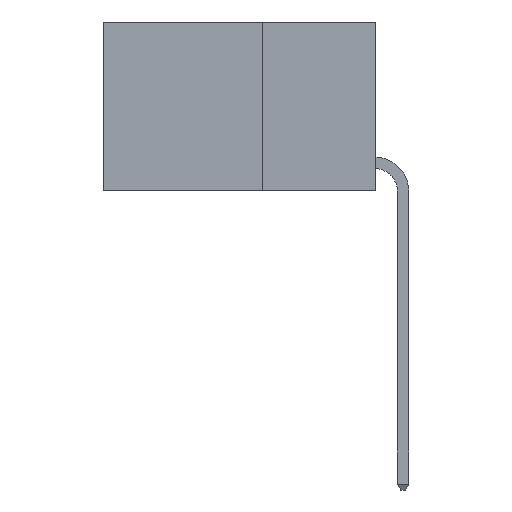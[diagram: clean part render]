
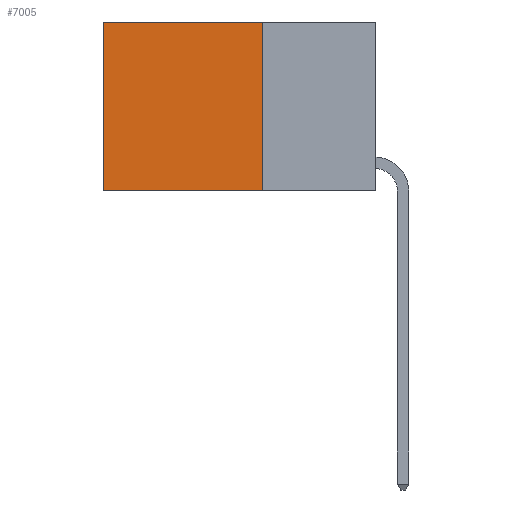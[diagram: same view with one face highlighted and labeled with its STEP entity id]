
A CAD part, left-side view. The second image highlights one B-rep face of the part: STEP entity #7005.
In plain terms, the highlighted planar face has unit normal (-1, 0, 0).
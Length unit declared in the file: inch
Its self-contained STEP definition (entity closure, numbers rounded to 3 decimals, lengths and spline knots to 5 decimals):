
#137 = ORIENTED_EDGE ( 'NONE', *, *, #8601, .T. ) ;
#304 = ORIENTED_EDGE ( 'NONE', *, *, #833, .F. ) ;
#426 = VECTOR ( 'NONE', #3399, 39.37008 ) ;
#473 = LINE ( 'NONE', #3443, #426 ) ;
#833 = EDGE_CURVE ( 'NONE', #3207, #6730, #2471, .T. ) ;
#1598 = DIRECTION ( 'NONE',  ( 0., 0., -1. ) ) ;
#1608 = DIRECTION ( 'NONE',  ( 1., 0., 0. ) ) ;
#1643 = PLANE ( 'NONE',  #7246 ) ;
#1746 = EDGE_CURVE ( 'NONE', #3416, #3207, #2984, .T. ) ;
#1750 = CARTESIAN_POINT ( 'NONE',  ( 0.2625, 0.25, 0. ) ) ;
#2170 = VERTEX_POINT ( 'NONE', #7809 ) ;
#2320 = VECTOR ( 'NONE', #4212, 39.37008 ) ;
#2471 = LINE ( 'NONE', #5841, #2320 ) ;
#2805 = ORIENTED_EDGE ( 'NONE', *, *, #6737, .T. ) ;
#2955 = VECTOR ( 'NONE', #5391, 39.37008 ) ;
#2984 = LINE ( 'NONE', #5522, #2955 ) ;
#3207 = VERTEX_POINT ( 'NONE', #8190 ) ;
#3399 = DIRECTION ( 'NONE',  ( 0., 0., -1. ) ) ;
#3416 = VERTEX_POINT ( 'NONE', #7336 ) ;
#3442 = CARTESIAN_POINT ( 'NONE',  ( 0.2625, 0.6, -0.37 ) ) ;
#3443 = CARTESIAN_POINT ( 'NONE',  ( 0.2625, 0.6, 0. ) ) ;
#3836 = EDGE_LOOP ( 'NONE', ( #2805, #304, #4540, #137 ) ) ;
#4066 = VECTOR ( 'NONE', #7152, 39.37008 ) ;
#4212 = DIRECTION ( 'NONE',  ( 0., 1., 0. ) ) ;
#4540 = ORIENTED_EDGE ( 'NONE', *, *, #1746, .F. ) ;
#5391 = DIRECTION ( 'NONE',  ( 0., 0., -1. ) ) ;
#5522 = CARTESIAN_POINT ( 'NONE',  ( 0.2625, 0.25, 0. ) ) ;
#5841 = CARTESIAN_POINT ( 'NONE',  ( 0.2625, 0.25, -0.37 ) ) ;
#6442 = CARTESIAN_POINT ( 'NONE',  ( 0.2625, 0.25, 0. ) ) ;
#6730 = VERTEX_POINT ( 'NONE', #3442 ) ;
#6737 = EDGE_CURVE ( 'NONE', #2170, #6730, #473, .T. ) ;
#7005 = ADVANCED_FACE ( 'NONE', ( #7170 ), #1643, .F. ) ;
#7152 = DIRECTION ( 'NONE',  ( 0., 1., 0. ) ) ;
#7170 = FACE_OUTER_BOUND ( 'NONE', #3836, .T. ) ;
#7246 = AXIS2_PLACEMENT_3D ( 'NONE', #1750, #1608, #1598 ) ;
#7336 = CARTESIAN_POINT ( 'NONE',  ( 0.2625, 0.25, 0. ) ) ;
#7809 = CARTESIAN_POINT ( 'NONE',  ( 0.2625, 0.6, 0. ) ) ;
#8190 = CARTESIAN_POINT ( 'NONE',  ( 0.2625, 0.25, -0.37 ) ) ;
#8601 = EDGE_CURVE ( 'NONE', #3416, #2170, #9648, .T. ) ;
#9648 = LINE ( 'NONE', #6442, #4066 ) ;
